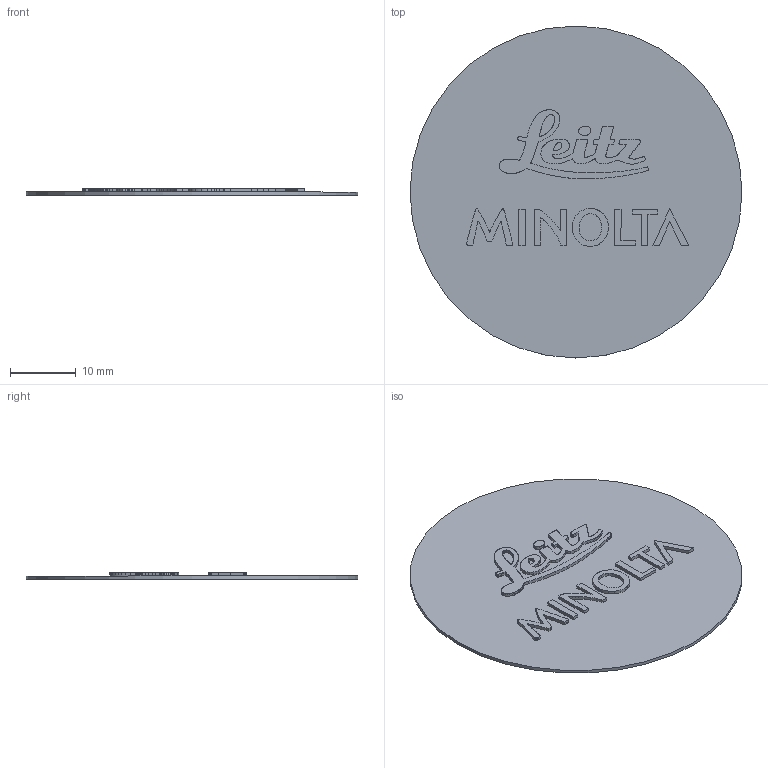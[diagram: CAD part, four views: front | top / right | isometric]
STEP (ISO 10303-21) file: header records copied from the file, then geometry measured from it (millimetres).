
FILE_DESCRIPTION(/* description */ (''),/* implementation_level */ '2;1');
FILE_NAME(/* name */ 'sam7_5_MFT-LM_lensCapNameplate',/* time_stamp */ '2023-12-07T12:47:38-05:00',/* author */ ('George Moua'),/* organization */ ('Archive 663'),/* preprocessor_version */ 'ST-DEVELOPER v16.7',/* originating_system */ 'Solid Edge',/* authorisation */ 'Unknown');
FILE_SCHEMA (('AUTOMOTIVE_DESIGN {1 0 10303 214 3 1 1}'));
Length unit declared in the file: millimetre
Products named in the file (2): sam7_5_MFT-LM; sam7_5_MFT-LM_lensCapNameplate
Assembly tree (1 placements, depth 2):
  sam7_5_MFT-LM
    sam7_5_MFT-LM_lensCapNameplate
Bounding box: 50.5 x 50.5 x 1 mm (x, y, z)
Volume: 1080.1 mm3; surface area: 4247.6 mm2
Topology: 1 solids, 1 shells, 586 faces, 1714 edges, 1143 vertices
Faces by surface type: cylinder 491, plane 94, bspline 1
Full cylindrical faces by diameter (mm): 50.5 x1
Entity records: 20050 total; most frequent: DIRECTION 3866, CARTESIAN_POINT 3477, ORIENTED_EDGE 3424, EDGE_CURVE 1712, AXIS2_PLACEMENT_3D 1569, VERTEX_POINT 1142, CIRCLE 982, LINE 728
